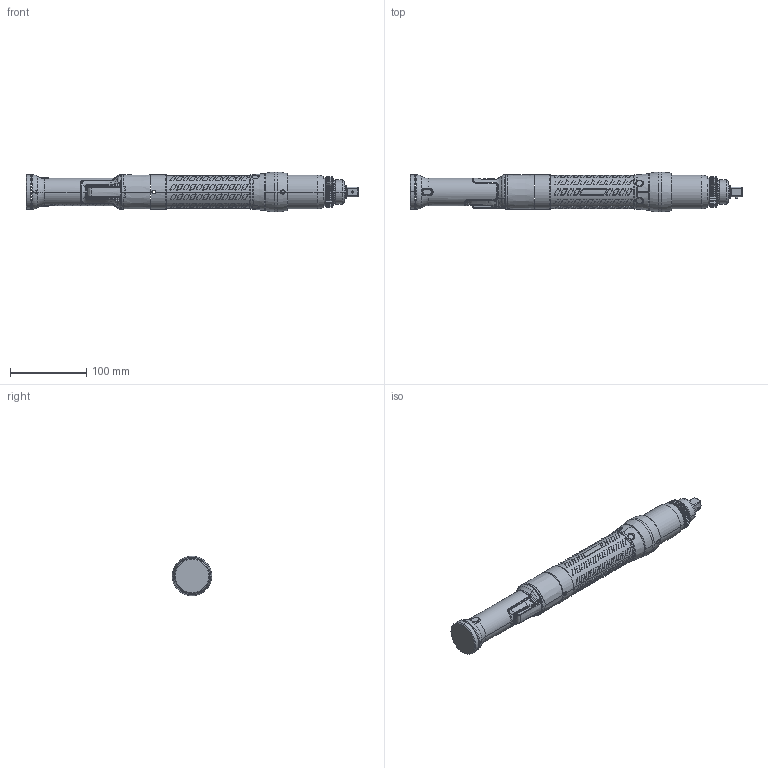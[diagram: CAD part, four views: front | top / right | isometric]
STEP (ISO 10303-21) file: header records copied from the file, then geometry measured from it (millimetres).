
FILE_DESCRIPTION((''),'2;1');
FILE_NAME('50ESN65HD4_SW0001','2018-11-27T',('A1X81'),(''),'CREO PARAMETRIC BY PTC INC, 2016050','CREO PARAMETRIC BY PTC INC, 2016050','');
FILE_SCHEMA(('CONFIG_CONTROL_DESIGN'));
Products named in the file (1): 50ESN65HD4_SW0001
Bounding box: 434.8 x 52 x 52 mm (x, y, z)
Surface area: 76125.7 mm2 (no closed solid volume)
Topology: 0 solids, 340 shells, 1496 faces, 5644 edges, 4414 vertices
Faces by surface type: bspline 760, cylinder 356, extrusion 180, plane 120, torus 46, cone 34
Entity records: 92798 total; most frequent: CARTESIAN_POINT 55046, ORIENTED_EDGE 7387, EDGE_CURVE 5644, DIRECTION 5550, VERTEX_POINT 4414, B_SPLINE_CURVE_WITH_KNOTS 3065, AXIS2_PLACEMENT_3D 2055, CIRCLE 1499
